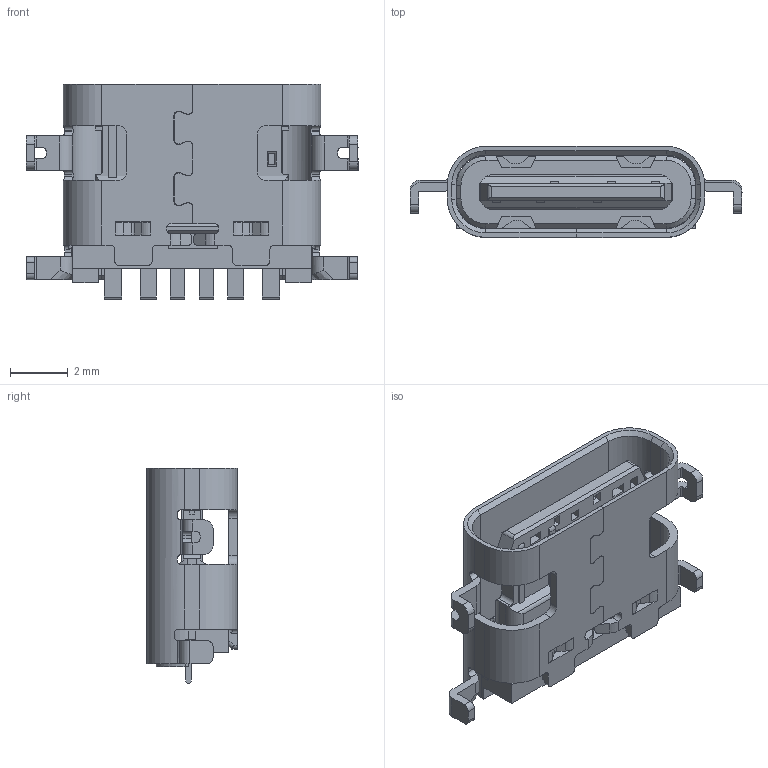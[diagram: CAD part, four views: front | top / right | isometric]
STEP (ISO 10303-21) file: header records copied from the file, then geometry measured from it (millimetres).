
FILE_DESCRIPTION(/* description */ ('STEP AP203'),/* implementation_level */ '2;1');
FILE_NAME(/* name */ 'USB4515-GF-A',/* time_stamp */ '2023-10-25T18:15:55+02:00',/* author */ ('License CC BY-ND 4.0'),/* organization */ ('CADENAS'),/* preprocessor_version */ 'ST-DEVELOPER v19.3',/* originating_system */ 'PARTsolutions',/* authorisation */ ' ');
FILE_SCHEMA (('CONFIG_CONTROL_DESIGN'));
Length unit declared in the file: millimetre
Products named in the file (4): USB4515-GF-A; USB4515-GF-A_PART3; USB4515-GF-A_PART2; USB4515-GF-A_PART1
Assembly tree (3 placements, depth 2):
  USB4515-GF-A
    USB4515-GF-A_PART3
    USB4515-GF-A_PART2
    USB4515-GF-A_PART1
Bounding box: 11.54 x 3.16 x 7.5 mm (x, y, z)
Volume: 87.8 mm3; surface area: 465.9 mm2
Topology: 3 solids, 28 shells, 1025 faces, 2717 edges, 1765 vertices
Faces by surface type: plane 761, cylinder 244, cone 18, bspline 2
Entity records: 36319 total; most frequent: CARTESIAN_POINT 5843, ORIENTED_EDGE 5434, DIRECTION 5203, EDGE_CURVE 2717, LINE 2165, VECTOR 2165, VERTEX_POINT 1765, AXIS2_PLACEMENT_3D 1519
